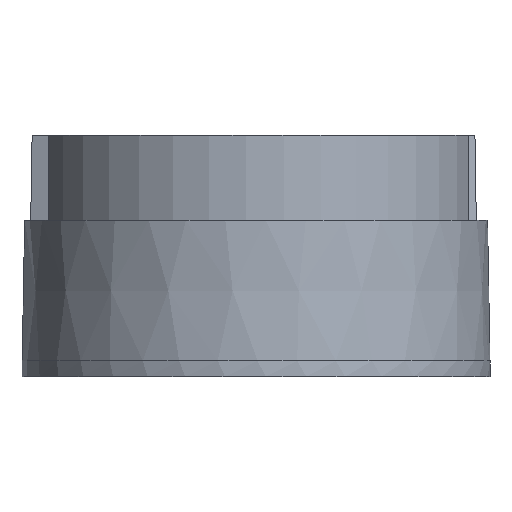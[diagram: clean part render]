
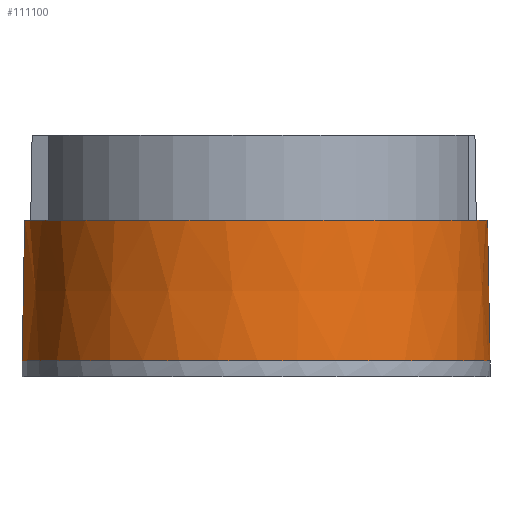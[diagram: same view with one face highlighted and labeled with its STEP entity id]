
A CAD part, front view. The second image highlights one B-rep face of the part: STEP entity #111100.
In plain terms, the highlighted conical face has half-angle 1 degrees and reference radius 21.63 mm.
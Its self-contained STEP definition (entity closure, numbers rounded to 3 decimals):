
#4670=CARTESIAN_POINT('',(0.,13.2,0.));
#4680=DIRECTION('',(0.,-1.,0.));
#4690=DIRECTION('',(-1.,0.,0.));
#4700=AXIS2_PLACEMENT_3D('',#4670,#4680,#4690);
#4710=CIRCLE('',#4700,21.77);
#4740=CARTESIAN_POINT('',(21.77,13.2,
0.));
#4750=VERTEX_POINT('',#4740);
#4780=CARTESIAN_POINT('',(-21.77,13.2,0.));
#4790=VERTEX_POINT('',#4780);
#4800=EDGE_CURVE('',#4750,#4790,#4710,.T.);
#10030=CARTESIAN_POINT('',(-21.63,21.2,0.));
#10040=DIRECTION('',(-0.017,-1.,0.));
#10050=VECTOR('',#10040,1239.368);
#10060=LINE('',#10030,#10050);
#10070=CARTESIAN_POINT('',(-22.,0.,0.));
#10080=VERTEX_POINT('',#10070);
#10090=EDGE_CURVE('',#4790,#10080,#10060,.T.);
#10110=CARTESIAN_POINT('',(0.,0.,0.));
#10120=DIRECTION('',(0.,-1.,0.));
#10130=DIRECTION('',(-1.,0.,0.));
#10140=AXIS2_PLACEMENT_3D('',#10110,#10120,#10130);
#10150=CIRCLE('',#10140,22.);
#10290=CARTESIAN_POINT('',(22.,0.,
0.));
#10300=VERTEX_POINT('',#10290);
#10330=CARTESIAN_POINT('',(21.63,21.2,0.))
;
#10340=DIRECTION('',(0.017,-1.,
0.));
#10350=VECTOR('',#10340,1239.368);
#10360=LINE('',#10330,#10350);
#10370=EDGE_CURVE('',#4750,#10300,#10360,.T.);
#110940=CARTESIAN_POINT('',(0.,21.2,0.));
#110950=DIRECTION('',(0.,-1.,0.));
#110960=DIRECTION('',(-1.,0.,0.));
#110970=AXIS2_PLACEMENT_3D('',#110940,#110950,#110960);
#110980=CONICAL_SURFACE('',#110970,21.63,0.017);
#110990=ORIENTED_EDGE('',*,*,#4800,.T.);
#111000=ORIENTED_EDGE('',*,*,#10370,.F.);
#111010=CARTESIAN_POINT('',(20.161,0.,
8.806));
#111020=VERTEX_POINT('',#111010);
#111030=EDGE_CURVE('',#10300,#111020,#10150,.T.);
#111040=ORIENTED_EDGE('',*,*,#111030,.F.);
#111050=EDGE_CURVE('',#111020,#10080,#10150,.T.);
#111060=ORIENTED_EDGE('',*,*,#111050,.F.);
#111070=ORIENTED_EDGE('',*,*,#10090,.T.);
#111080=EDGE_LOOP('',(#111070,#111060,#111040,#111000,#110990));
#111090=FACE_OUTER_BOUND('',#111080,.T.);
#111100=ADVANCED_FACE('',(#111090),#110980,.T.);
